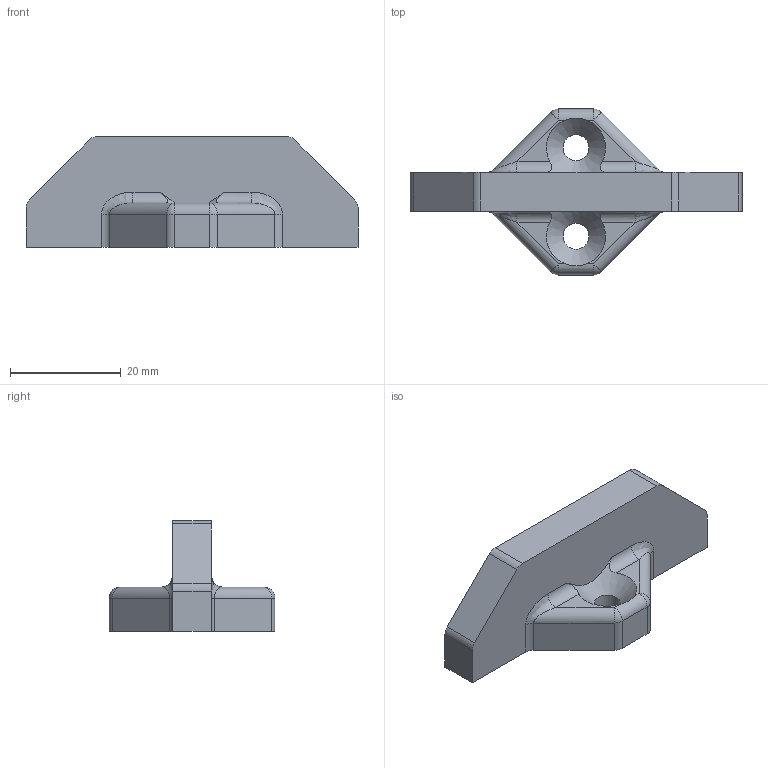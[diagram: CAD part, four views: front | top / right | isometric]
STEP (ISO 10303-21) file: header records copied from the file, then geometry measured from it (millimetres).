
FILE_DESCRIPTION(/* description */ ('STEP AP242','CAx-IF Rec.Pracs.---Representation and Presentation of Product Manufacturing Information (PMI)---4.0---2014-10-13','CAx-IF Rec.Pracs.---3D Tessellated Geometry---0.4---2014-09-14','2;1'),/* implementation_level */ '2;1');
FILE_NAME(/* name */ '67d15f83f693b77b5f5cc344',/* time_stamp */ '2025-03-12T10:18:44Z',/* author */ (''),/* organization */ (''),/* preprocessor_version */ 'ST-DEVELOPER v20',/* originating_system */ 'ONSHAPE BY PTC INC, 1.194',/* authorisation */ ' ');
FILE_SCHEMA (('AP242_MANAGED_MODEL_BASED_3D_ENGINEERING_MIM_LF { 1 0 10303 442 1 1 4 }'));
Length unit declared in the file: metre
Products named in the file (1): SLIDER
Bounding box: 60 x 30 x 20 mm (x, y, z)
Volume: 10477.3 mm3; surface area: 4219.1 mm2
Topology: 1 solids, 1 shells, 52 faces, 138 edges, 82 vertices
Faces by surface type: cylinder 24, plane 18, bspline 4, sphere 4, cone 2
Full cylindrical faces by diameter (mm): 4.7 x2
Entity records: 1640 total; most frequent: CARTESIAN_POINT 367, DIRECTION 270, ORIENTED_EDGE 256, EDGE_CURVE 128, AXIS2_PLACEMENT_3D 101, VERTEX_POINT 80, LINE 68, VECTOR 68
